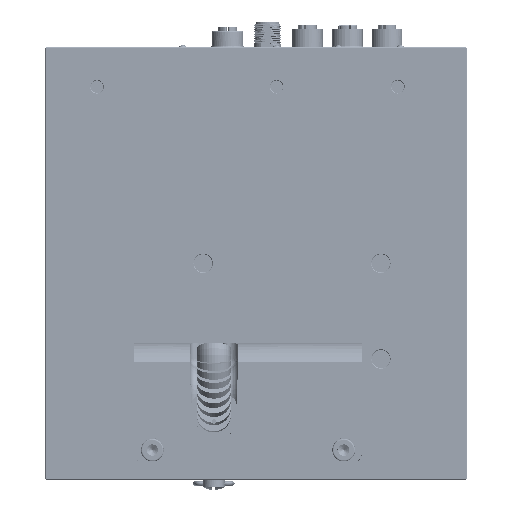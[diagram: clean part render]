
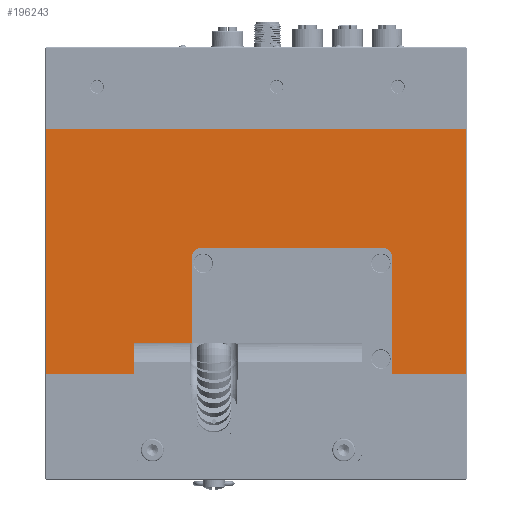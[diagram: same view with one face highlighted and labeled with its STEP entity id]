
A CAD part, top view. The second image highlights one B-rep face of the part: STEP entity #196243.
In plain terms, the highlighted planar face has unit normal (0, 0, 1).
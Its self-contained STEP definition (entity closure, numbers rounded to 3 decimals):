
#560=PLANE('',#184842);
#4409=VECTOR('',#91042,1.);
#4413=VECTOR('',#91046,1.);
#4422=VECTOR('',#91067,1.);
#4424=VECTOR('',#91071,1.);
#4425=VECTOR('',#91072,1.);
#4426=VECTOR('',#91073,1.);
#4427=VECTOR('',#91074,1.);
#4428=VECTOR('',#91077,1.);
#10797=LINE('',#127817,#4409);
#10801=LINE('',#127825,#4413);
#10810=LINE('',#127851,#4422);
#10812=LINE('',#127855,#4424);
#10813=LINE('',#127857,#4425);
#10814=LINE('',#127858,#4426);
#10815=LINE('',#127860,#4427);
#10816=LINE('',#127864,#4428);
#22012=ORIENTED_EDGE('',*,*,#62701,.F.);
#22013=ORIENTED_EDGE('',*,*,#62682,.T.);
#22014=ORIENTED_EDGE('',*,*,#62702,.T.);
#22015=ORIENTED_EDGE('',*,*,#62703,.T.);
#22016=ORIENTED_EDGE('',*,*,#62699,.T.);
#22017=ORIENTED_EDGE('',*,*,#62686,.T.);
#22018=ORIENTED_EDGE('',*,*,#62704,.F.);
#22019=ORIENTED_EDGE('',*,*,#62705,.F.);
#22020=ORIENTED_EDGE('',*,*,#62706,.F.);
#22021=ORIENTED_EDGE('',*,*,#62707,.F.);
#47216=CIRCLE('',#184843,3.5);
#47217=CIRCLE('',#184844,3.5);
#52959=VERTEX_POINT('',#127814);
#52960=VERTEX_POINT('',#127816);
#52963=VERTEX_POINT('',#127822);
#52964=VERTEX_POINT('',#127824);
#52975=VERTEX_POINT('',#127850);
#52976=VERTEX_POINT('',#127854);
#52977=VERTEX_POINT('',#127856);
#52978=VERTEX_POINT('',#127859);
#52979=VERTEX_POINT('',#127861);
#52980=VERTEX_POINT('',#127863);
#62682=EDGE_CURVE('',#52960,#52959,#10797,.T.);
#62686=EDGE_CURVE('',#52964,#52963,#10801,.T.);
#62699=EDGE_CURVE('',#52975,#52964,#10810,.T.);
#62701=EDGE_CURVE('',#52960,#52976,#10812,.T.);
#62702=EDGE_CURVE('',#52959,#52977,#10813,.T.);
#62703=EDGE_CURVE('',#52977,#52975,#10814,.T.);
#62704=EDGE_CURVE('',#52978,#52963,#10815,.T.);
#62705=EDGE_CURVE('',#52979,#52978,#47216,.T.);
#62706=EDGE_CURVE('',#52980,#52979,#10816,.T.);
#62707=EDGE_CURVE('',#52976,#52980,#47217,.T.);
#75415=EDGE_LOOP('',(#22012,#22013,#22014,#22015,#22016,#22017,#22018,#22019,
#22020,#22021));
#82875=FACE_BOUND('',#75415,.T.);
#91042=DIRECTION('',(32.404,0.,0.));
#91046=DIRECTION('',(64.,0.,0.));
#91067=DIRECTION('',(0.,-107.5,0.));
#91069=DIRECTION('',(0.,0.,1.));
#91070=DIRECTION('',(0.,-1.,0.));
#91071=DIRECTION('',(0.,51.6,0.));
#91072=DIRECTION('',(0.,107.5,0.));
#91073=DIRECTION('',(-184.,0.,0.));
#91074=DIRECTION('',(0.,-51.6,0.));
#91075=DIRECTION('',(0.,0.,1.));
#91076=DIRECTION('',(3.5,0.,0.));
#91077=DIRECTION('',(-80.596,0.,0.));
#91078=DIRECTION('',(0.,0.,1.));
#91079=DIRECTION('',(3.5,0.,0.));
#127814=CARTESIAN_POINT('',(184.5,46.5,125.));
#127816=CARTESIAN_POINT('',(152.096,46.5,125.));
#127817=CARTESIAN_POINT('',(152.096,46.5,125.));
#127822=CARTESIAN_POINT('',(64.5,46.5,125.));
#127824=CARTESIAN_POINT('',(0.5,46.5,125.));
#127825=CARTESIAN_POINT('',(0.5,46.5,125.));
#127850=CARTESIAN_POINT('',(0.5,154.,125.));
#127851=CARTESIAN_POINT('',(0.5,154.,125.));
#127853=CARTESIAN_POINT('',(0.,154.,125.));
#127854=CARTESIAN_POINT('',(152.096,98.1,125.));
#127855=CARTESIAN_POINT('',(152.096,46.5,125.));
#127856=CARTESIAN_POINT('',(184.5,154.,125.));
#127857=CARTESIAN_POINT('',(184.5,46.5,125.));
#127858=CARTESIAN_POINT('',(184.5,154.,125.));
#127859=CARTESIAN_POINT('',(64.5,98.1,125.));
#127860=CARTESIAN_POINT('',(64.5,98.1,125.));
#127861=CARTESIAN_POINT('',(68.,101.6,125.));
#127862=CARTESIAN_POINT('',(68.,98.1,125.));
#127863=CARTESIAN_POINT('',(148.596,101.6,125.));
#127864=CARTESIAN_POINT('',(148.596,101.6,125.));
#127865=CARTESIAN_POINT('',(148.596,98.1,125.));
#184842=AXIS2_PLACEMENT_3D('',#127853,#91069,#91070);
#184843=AXIS2_PLACEMENT_3D('',#127862,#91075,#91076);
#184844=AXIS2_PLACEMENT_3D('',#127865,#91078,#91079);
#196243=ADVANCED_FACE('',(#82875),#560,.T.);
